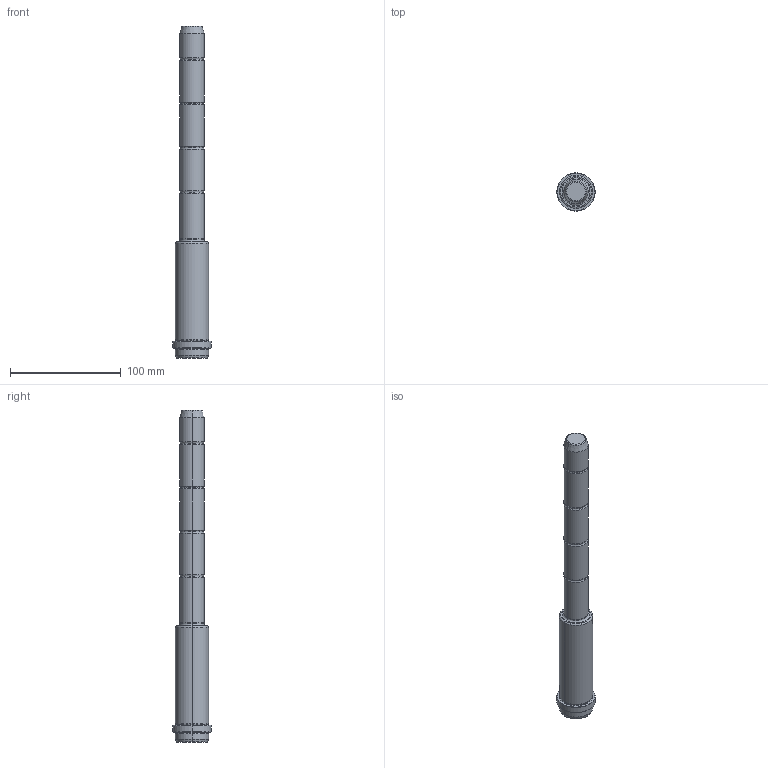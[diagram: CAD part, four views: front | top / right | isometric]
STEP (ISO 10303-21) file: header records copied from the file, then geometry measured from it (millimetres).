
FILE_DESCRIPTION(('STEP AP214'),'1');
FILE_NAME('cctmp_D5FACD06-CB37-484D-A3D5-F4936BA5BA8E_2023_06_30_11_35_46_0346_920..stp','2023-06-30T09:35:46',('Meusburger Georg GmbH & Co KG'),('CADClick - www.CADClick.com'),'Spatial InterOp 3D',' ','unknown authorization');
FILE_SCHEMA(('AUTOMOTIVE_DESIGN'));
Length unit declared in the file: millimetre
Products named in the file (1): E 1000_22-96_195
Bounding box: 34.6 x 34.6 x 300 mm (x, y, z)
Volume: 148927.7 mm3; surface area: 25073.2 mm2
Topology: 1 solids, 1 shells, 67 faces, 132 edges, 70 vertices
Faces by surface type: torus 30, cylinder 20, cone 12, plane 5
Entity records: 2274 total; most frequent: DIRECTION 368, CARTESIAN_POINT 270, ORIENTED_EDGE 264, AXIS2_PLACEMENT_3D 168, EDGE_CURVE 132, CIRCLE 100, EDGE_LOOP 70, VERTEX_POINT 70
